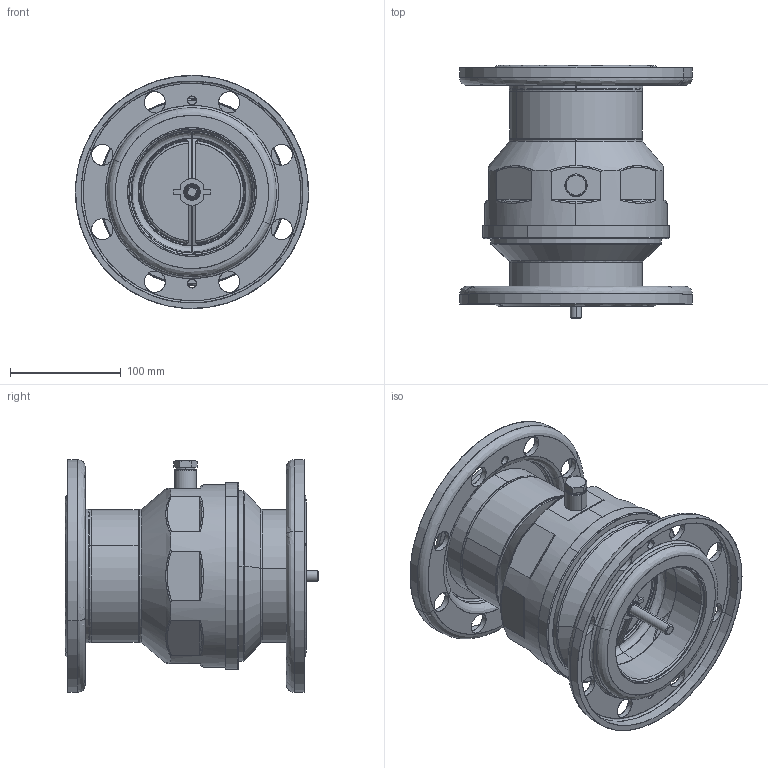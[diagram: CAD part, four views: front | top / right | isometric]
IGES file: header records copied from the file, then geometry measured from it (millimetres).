
Start section: SolidWorks IGES file using analytic representation for surfaces
Global section: file name: 06I2060.IGS; native system: SolidWorks 2016; preprocessor: SolidWorks 2016; author: rzanni; date: 211004.093832; units: millimetre
Bounding box: 210 x 228.24 x 210 mm (x, y, z)
Surface area: 498047.8 mm2 (no closed solid volume)
Topology: 0 solids, 0 shells, 530 faces, 11111 edges, 11079 vertices
Faces by surface type: revolution 274, bspline 256
